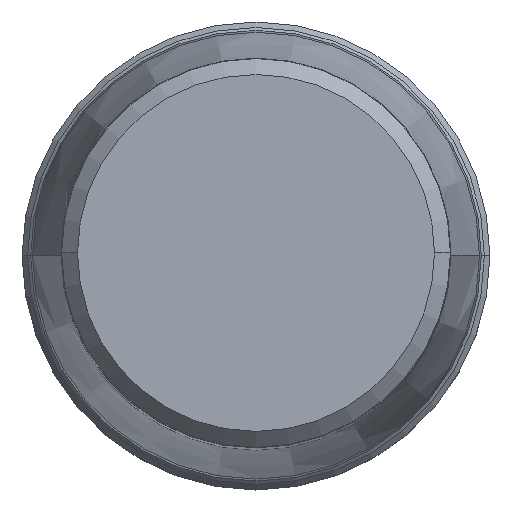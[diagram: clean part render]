
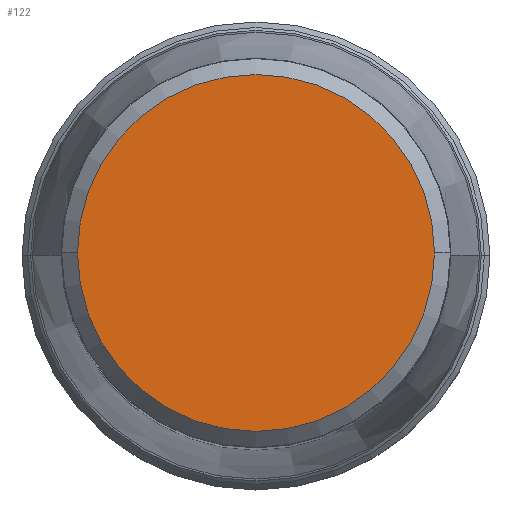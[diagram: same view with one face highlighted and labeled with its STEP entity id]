
A CAD part, top view. The second image highlights one B-rep face of the part: STEP entity #122.
In plain terms, the highlighted planar face has unit normal (0, 0, 1).
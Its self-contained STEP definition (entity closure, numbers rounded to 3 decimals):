
#68=PLANE('',#1118);
#122=ADVANCED_FACE('',(#211),#68,.F.);
#211=FACE_OUTER_BOUND('',#273,.T.);
#273=EDGE_LOOP('',(#463,#464));
#463=ORIENTED_EDGE('',*,*,#682,.F.);
#464=ORIENTED_EDGE('',*,*,#680,.F.);
#577=VERTEX_POINT('',#1727);
#578=VERTEX_POINT('',#1729);
#680=EDGE_CURVE('',#577,#578,#767,.T.);
#682=EDGE_CURVE('',#578,#577,#768,.T.);
#767=CIRCLE('',#1114,14.536);
#768=CIRCLE('',#1116,14.536);
#1114=AXIS2_PLACEMENT_3D('',#1728,#1407,#1408);
#1116=AXIS2_PLACEMENT_3D('',#1732,#1412,#1413);
#1118=AXIS2_PLACEMENT_3D('',#1734,#1416,#1417);
#1407=DIRECTION('',(0.,0.,-1.));
#1408=DIRECTION('',(-1.,0.,0.));
#1412=DIRECTION('',(0.,0.,-1.));
#1413=DIRECTION('',(1.,0.,0.));
#1416=DIRECTION('',(0.,0.,-1.));
#1417=DIRECTION('',(1.,0.,0.));
#1727=CARTESIAN_POINT('',(-14.536,0.,0.));
#1728=CARTESIAN_POINT('',(0.,0.,0.));
#1729=CARTESIAN_POINT('',(14.536,0.,0.));
#1732=CARTESIAN_POINT('',(0.,0.,0.));
#1734=CARTESIAN_POINT('',(0.,0.,0.));
